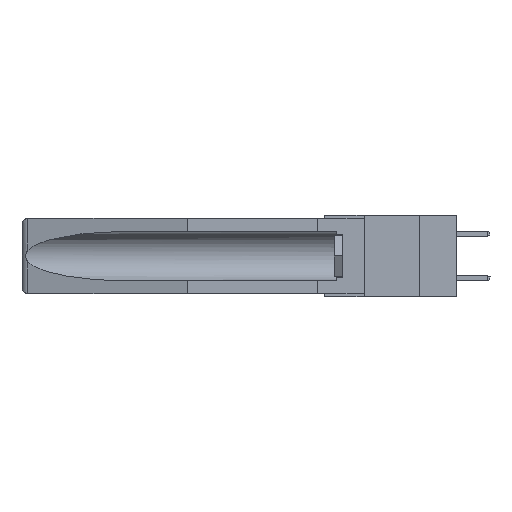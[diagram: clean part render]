
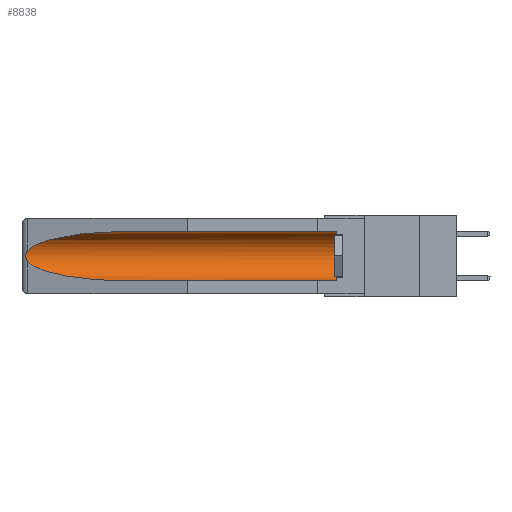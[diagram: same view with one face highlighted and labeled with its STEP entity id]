
A CAD part, left-side view. The second image highlights one B-rep face of the part: STEP entity #8838.
In plain terms, the highlighted cylindrical face has radius 2.857 mm (diameter 5.715 mm), a partial arc.
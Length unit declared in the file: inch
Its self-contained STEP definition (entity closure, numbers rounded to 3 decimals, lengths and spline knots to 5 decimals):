
#85 = CARTESIAN_POINT ( 'NONE',  ( 0.26537, 1.52718, -0.19328 ) ) ;
#219 = EDGE_CURVE ( 'NONE', #6426, #17037, #11687, .T. ) ;
#246 = CARTESIAN_POINT ( 'NONE',  ( 0.155, 0.126, -0.284 ) ) ;
#934 = DIRECTION ( 'NONE',  ( 0., 1., 0. ) ) ;
#954 =( BOUNDED_CURVE ( )  B_SPLINE_CURVE ( 3, ( #7572, #3498, #10259, #12758 ),
 .UNSPECIFIED., .F., .F. ) 
 B_SPLINE_CURVE_WITH_KNOTS ( ( 4, 4 ),
 ( 4.71239, 6.08839 ),
 .UNSPECIFIED. ) 
 CURVE ( )  GEOMETRIC_REPRESENTATION_ITEM ( )  RATIONAL_B_SPLINE_CURVE ( ( 1., 0.848, 0.848, 1. ) ) 
 REPRESENTATION_ITEM ( '' )  );
#1024 = CARTESIAN_POINT ( 'NONE',  ( 0.155, -0.30754, -0.1715 ) ) ;
#1219 = EDGE_CURVE ( 'NONE', #15825, #4515, #1487, .T. ) ;
#1487 =( BOUNDED_CURVE ( )  B_SPLINE_CURVE ( 3, ( #7155, #3254, #13782, #16469 ),
 .UNSPECIFIED., .F., .F. ) 
 B_SPLINE_CURVE_WITH_KNOTS ( ( 4, 4 ),
 ( 0.1948, 1.5708 ),
 .UNSPECIFIED. ) 
 CURVE ( )  GEOMETRIC_REPRESENTATION_ITEM ( )  RATIONAL_B_SPLINE_CURVE ( ( 1., 0.848, 0.848, 1. ) ) 
 REPRESENTATION_ITEM ( '' )  );
#1510 = DIRECTION ( 'NONE',  ( 0., 1., 0. ) ) ;
#1583 = CARTESIAN_POINT ( 'NONE',  ( 0.26537, 1.52718, -0.14972 ) ) ;
#1824 = EDGE_LOOP ( 'NONE', ( #14163, #4907, #11972, #5627, #16747, #8111 ) ) ;
#2067 = AXIS2_PLACEMENT_3D ( 'NONE', #5425, #2738, #4336 ) ;
#2212 = CYLINDRICAL_SURFACE ( 'NONE', #2670, 0.1125 ) ;
#2557 = LINE ( 'NONE', #11944, #3571 ) ;
#2585 = EDGE_CURVE ( 'NONE', #9716, #3194, #954, .T. ) ;
#2670 = AXIS2_PLACEMENT_3D ( 'NONE', #1024, #8988, #11654 ) ;
#2738 = DIRECTION ( 'NONE',  ( 0., -1., 0. ) ) ;
#3194 = VERTEX_POINT ( 'NONE', #1583 ) ;
#3254 = CARTESIAN_POINT ( 'NONE',  ( 0.25451, 1.48313, -0.24835 ) ) ;
#3498 = CARTESIAN_POINT ( 'NONE',  ( 0.21114, 1.30732, -0.059 ) ) ;
#3571 = VECTOR ( 'NONE', #1510, 39.37008 ) ;
#4316 = FACE_OUTER_BOUND ( 'NONE', #1824, .T. ) ;
#4336 = DIRECTION ( 'NONE',  ( 0., 0., 1. ) ) ;
#4515 = VERTEX_POINT ( 'NONE', #11333 ) ;
#4605 = CARTESIAN_POINT ( 'NONE',  ( 0.26597, 1.5296, -0.19026 ) ) ;
#4907 = ORIENTED_EDGE ( 'NONE', *, *, #6496, .T. ) ;
#5075 = EDGE_CURVE ( 'NONE', #6426, #4515, #15744, .T. ) ;
#5263 = VECTOR ( 'NONE', #934, 39.37008 ) ;
#5425 = CARTESIAN_POINT ( 'NONE',  ( 0.155, 0.126, -0.1715 ) ) ;
#5627 = ORIENTED_EDGE ( 'NONE', *, *, #5075, .F. ) ;
#6426 = VERTEX_POINT ( 'NONE', #246 ) ;
#6496 = EDGE_CURVE ( 'NONE', #3194, #15825, #9095, .T. ) ;
#7155 = CARTESIAN_POINT ( 'NONE',  ( 0.26537, 1.52718, -0.19328 ) ) ;
#7252 = CARTESIAN_POINT ( 'NONE',  ( 0.26537, 1.52718, -0.19328 ) ) ;
#7572 = CARTESIAN_POINT ( 'NONE',  ( 0.155, 1.07973, -0.059 ) ) ;
#8008 = CARTESIAN_POINT ( 'NONE',  ( 0.155, 1.07973, -0.059 ) ) ;
#8111 = ORIENTED_EDGE ( 'NONE', *, *, #11360, .T. ) ;
#8501 = CARTESIAN_POINT ( 'NONE',  ( 0.26654, 1.53092, -0.15636 ) ) ;
#8838 = ADVANCED_FACE ( 'NONE', ( #4316 ), #2212, .F. ) ;
#8988 = DIRECTION ( 'NONE',  ( 0., 1., 0. ) ) ;
#9095 = B_SPLINE_CURVE_WITH_KNOTS ( 'NONE', 3,
 ( #11339, #15057, #8501, #13762, #12656, #9823, #12491, #13875, #4605, #7252 ),
 .UNSPECIFIED., .F., .F.,
 ( 4, 2, 2, 2, 4 ),
 ( 0., 0.00029, 0.00058, 0.00087, 0.00117 ),
 .UNSPECIFIED. ) ;
#9716 = VERTEX_POINT ( 'NONE', #8008 ) ;
#9823 = CARTESIAN_POINT ( 'NONE',  ( 0.2675, 1.53308, -0.17534 ) ) ;
#10259 = CARTESIAN_POINT ( 'NONE',  ( 0.25451, 1.48313, -0.09465 ) ) ;
#11333 = CARTESIAN_POINT ( 'NONE',  ( 0.155, 1.07973, -0.284 ) ) ;
#11339 = CARTESIAN_POINT ( 'NONE',  ( 0.26537, 1.52718, -0.14972 ) ) ;
#11360 = EDGE_CURVE ( 'NONE', #17037, #9716, #2557, .T. ) ;
#11654 = DIRECTION ( 'NONE',  ( 0., 0., 1. ) ) ;
#11687 = CIRCLE ( 'NONE', #2067, 0.1125 ) ;
#11944 = CARTESIAN_POINT ( 'NONE',  ( 0.155, -0.30754, -0.059 ) ) ;
#11972 = ORIENTED_EDGE ( 'NONE', *, *, #1219, .T. ) ;
#12325 = CARTESIAN_POINT ( 'NONE',  ( 0.155, 0.126, -0.059 ) ) ;
#12491 = CARTESIAN_POINT ( 'NONE',  ( 0.2673, 1.53269, -0.17917 ) ) ;
#12656 = CARTESIAN_POINT ( 'NONE',  ( 0.2675, 1.53308, -0.16763 ) ) ;
#12758 = CARTESIAN_POINT ( 'NONE',  ( 0.26537, 1.52718, -0.14972 ) ) ;
#13762 = CARTESIAN_POINT ( 'NONE',  ( 0.2673, 1.5327, -0.16383 ) ) ;
#13782 = CARTESIAN_POINT ( 'NONE',  ( 0.21114, 1.30732, -0.284 ) ) ;
#13875 = CARTESIAN_POINT ( 'NONE',  ( 0.26655, 1.53094, -0.18657 ) ) ;
#14163 = ORIENTED_EDGE ( 'NONE', *, *, #2585, .T. ) ;
#15057 = CARTESIAN_POINT ( 'NONE',  ( 0.26597, 1.52961, -0.15275 ) ) ;
#15744 = LINE ( 'NONE', #16760, #5263 ) ;
#15825 = VERTEX_POINT ( 'NONE', #85 ) ;
#16469 = CARTESIAN_POINT ( 'NONE',  ( 0.155, 1.07973, -0.284 ) ) ;
#16747 = ORIENTED_EDGE ( 'NONE', *, *, #219, .T. ) ;
#16760 = CARTESIAN_POINT ( 'NONE',  ( 0.155, -0.30754, -0.284 ) ) ;
#17037 = VERTEX_POINT ( 'NONE', #12325 ) ;
